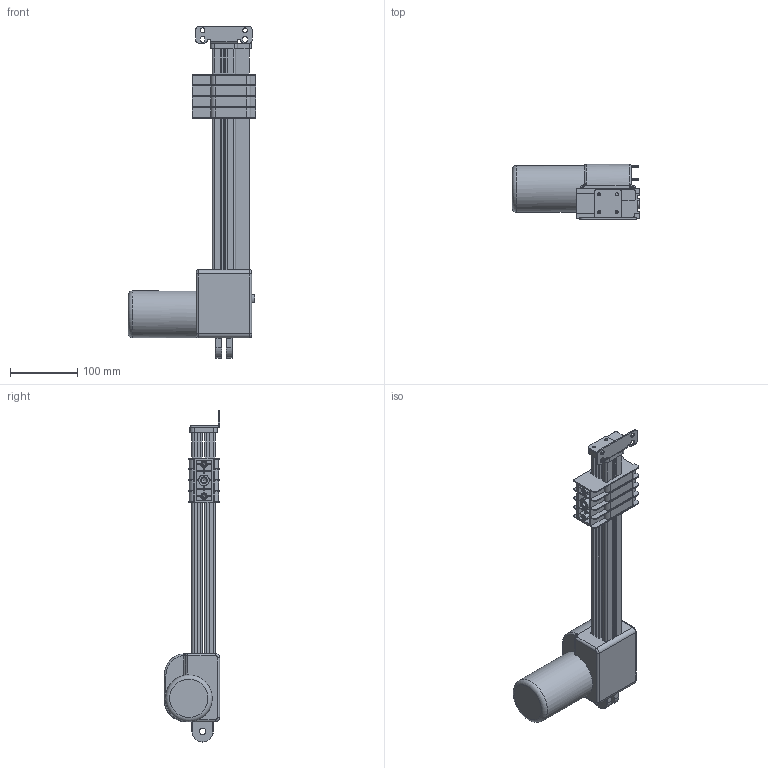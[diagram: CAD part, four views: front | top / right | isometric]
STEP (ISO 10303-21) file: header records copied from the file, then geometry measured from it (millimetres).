
FILE_DESCRIPTION(('FreeCAD Model'),'2;1');
FILE_NAME('FA-XXX-TR-24-10.step','2016-07-19T09:59:54',('Technical Support'), ('Firgelli Automations Inc'),'Open CASCADE STEP processor 6.8', 'FreeCAD','Unknown');
FILE_SCHEMA(('AUTOMOTIVE_DESIGN_CC2 { 1 2 10303 214 -1 1 5 4 }'));
Products named in the file (1): FA-XXX-TR-24-10"
Bounding box: 190.5 x 82.72 x 495.51 mm (x, y, z)
Volume: 1367922.1 mm3; surface area: 247425.6 mm2
Topology: 1 solids, 1 shells, 594 faces, 2022 edges, 1442 vertices
Faces by surface type: plane 400, cylinder 150, torus 19, bspline 16, cone 6, sphere 3
Full cylindrical faces by diameter (mm): 4.763 x4, 4.978 x4, 5 x3, 7 x2, 7.62 x4, 7.798 x2, 9.525 x6, 10 x3, 10.16 x2, 15.875 x2, 17.882 x1, 18.642 x1, 69.85 x1
Entity records: 68894 total; most frequent: CARTESIAN_POINT 31112, DIRECTION 6437, LINE 4329, VECTOR 4329, ORIENTED_EDGE 4020, PCURVE 4020, DEFINITIONAL_REPRESENTATION 4020, EDGE_CURVE 2010
